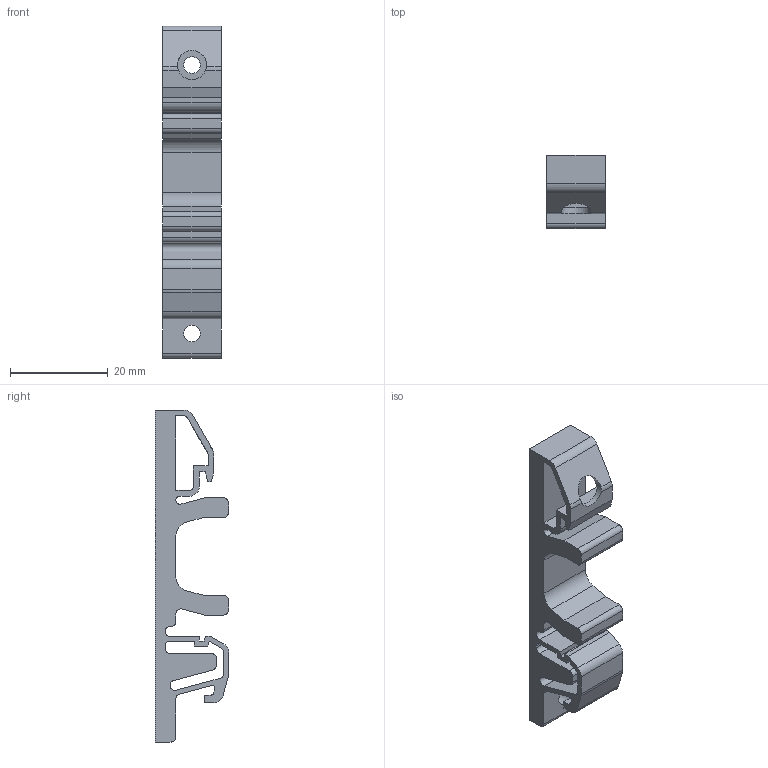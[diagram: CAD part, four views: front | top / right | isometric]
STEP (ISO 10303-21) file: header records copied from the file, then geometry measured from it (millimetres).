
FILE_DESCRIPTION(/* description */ (''),/* implementation_level */ '2;1');
FILE_NAME(/* name */ '5fc96caf98b5a51650d04bba',/* time_stamp */ '2020-12-03T22:54:40+00:00',/* author */ (''),/* organization */ (''),/* preprocessor_version */ 'ST-DEVELOPER v16.7',/* originating_system */ $,/* authorisation */ $);
FILE_SCHEMA (('AUTOMOTIVE_DESIGN {1 0 10303 214 3 1 1}'));
Length unit declared in the file: metre
Products named in the file (1): Cable Clamp
Bounding box: 12 x 15 x 68 mm (x, y, z)
Volume: 5493.8 mm3; surface area: 4966.3 mm2
Topology: 1 solids, 1 shells, 188 faces, 621 edges, 439 vertices
Faces by surface type: plane 95, bspline 58, cylinder 35
Full cylindrical faces by diameter (mm): 3.4 x2, 6 x1
Entity records: 7155 total; most frequent: CARTESIAN_POINT 2134, ORIENTED_EDGE 1234, DIRECTION 747, EDGE_CURVE 617, VERTEX_POINT 438, LINE 349, VECTOR 349, EDGE_LOOP 205
